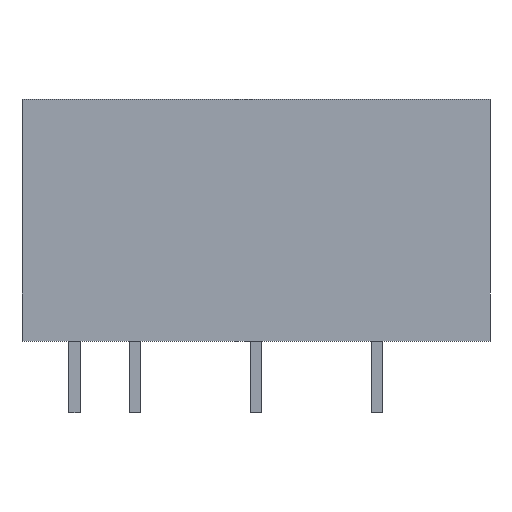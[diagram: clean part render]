
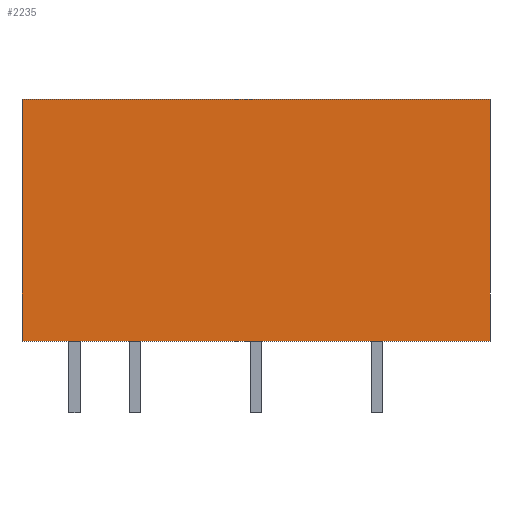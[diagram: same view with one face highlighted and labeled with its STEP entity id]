
A CAD part, front view. The second image highlights one B-rep face of the part: STEP entity #2235.
In plain terms, the highlighted planar face has unit normal (0, -1, 0).
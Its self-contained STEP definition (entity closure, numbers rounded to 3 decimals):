
#2066 = PLANE('',#2067);
#2067 = AXIS2_PLACEMENT_3D('',#2068,#2069,#2070);
#2068 = CARTESIAN_POINT('',(-9.825,-6.45,0.));
#2069 = DIRECTION('',(-1.,0.,0.));
#2070 = DIRECTION('',(0.,1.,0.));
#2094 = PLANE('',#2095);
#2095 = AXIS2_PLACEMENT_3D('',#2096,#2097,#2098);
#2096 = CARTESIAN_POINT('',(0.,-2.625,10.15));
#2097 = DIRECTION('',(-0.,-0.,-1.));
#2098 = DIRECTION('',(-1.,0.,0.));
#2122 = PLANE('',#2123);
#2123 = AXIS2_PLACEMENT_3D('',#2124,#2125,#2126);
#2124 = CARTESIAN_POINT('',(9.825,1.2,0.));
#2125 = DIRECTION('',(1.,0.,0.));
#2126 = DIRECTION('',(0.,-1.,0.));
#2148 = PLANE('',#2149);
#2149 = AXIS2_PLACEMENT_3D('',#2150,#2151,#2152);
#2150 = CARTESIAN_POINT('',(0.,-2.625,0.));
#2151 = DIRECTION('',(-0.,-0.,-1.));
#2152 = DIRECTION('',(-1.,0.,0.));
#2165 = VERTEX_POINT('',#2166);
#2166 = CARTESIAN_POINT('',(9.825,-6.45,10.15));
#2187 = EDGE_CURVE('',#2188,#2165,#2190,.T.);
#2188 = VERTEX_POINT('',#2189);
#2189 = CARTESIAN_POINT('',(9.825,-6.45,0.));
#2190 = SURFACE_CURVE('',#2191,(#2195,#2202),.PCURVE_S1.);
#2191 = LINE('',#2192,#2193);
#2192 = CARTESIAN_POINT('',(9.825,-6.45,0.));
#2193 = VECTOR('',#2194,1.);
#2194 = DIRECTION('',(0.,0.,1.));
#2195 = PCURVE('',#2122,#2196);
#2196 = DEFINITIONAL_REPRESENTATION('',(#2197),#2201);
#2197 = LINE('',#2198,#2199);
#2198 = CARTESIAN_POINT('',(7.65,0.));
#2199 = VECTOR('',#2200,1.);
#2200 = DIRECTION('',(0.,-1.));
#2201 = ( GEOMETRIC_REPRESENTATION_CONTEXT(2) 
PARAMETRIC_REPRESENTATION_CONTEXT() REPRESENTATION_CONTEXT('2D SPACE',''
  ) );
#2202 = PCURVE('',#2203,#2208);
#2203 = PLANE('',#2204);
#2204 = AXIS2_PLACEMENT_3D('',#2205,#2206,#2207);
#2205 = CARTESIAN_POINT('',(9.825,-6.45,0.));
#2206 = DIRECTION('',(0.,-1.,0.));
#2207 = DIRECTION('',(-1.,0.,0.));
#2208 = DEFINITIONAL_REPRESENTATION('',(#2209),#2213);
#2209 = LINE('',#2210,#2211);
#2210 = CARTESIAN_POINT('',(0.,-0.));
#2211 = VECTOR('',#2212,1.);
#2212 = DIRECTION('',(0.,-1.));
#2213 = ( GEOMETRIC_REPRESENTATION_CONTEXT(2) 
PARAMETRIC_REPRESENTATION_CONTEXT() REPRESENTATION_CONTEXT('2D SPACE',''
  ) );
#2235 = ADVANCED_FACE('',(#2236),#2203,.T.);
#2236 = FACE_BOUND('',#2237,.T.);
#2237 = EDGE_LOOP('',(#2238,#2239,#2262,#2285));
#2238 = ORIENTED_EDGE('',*,*,#2187,.T.);
#2239 = ORIENTED_EDGE('',*,*,#2240,.T.);
#2240 = EDGE_CURVE('',#2165,#2241,#2243,.T.);
#2241 = VERTEX_POINT('',#2242);
#2242 = CARTESIAN_POINT('',(-9.825,-6.45,10.15));
#2243 = SURFACE_CURVE('',#2244,(#2248,#2255),.PCURVE_S1.);
#2244 = LINE('',#2245,#2246);
#2245 = CARTESIAN_POINT('',(9.825,-6.45,10.15));
#2246 = VECTOR('',#2247,1.);
#2247 = DIRECTION('',(-1.,0.,0.));
#2248 = PCURVE('',#2203,#2249);
#2249 = DEFINITIONAL_REPRESENTATION('',(#2250),#2254);
#2250 = LINE('',#2251,#2252);
#2251 = CARTESIAN_POINT('',(0.,-10.15));
#2252 = VECTOR('',#2253,1.);
#2253 = DIRECTION('',(1.,0.));
#2254 = ( GEOMETRIC_REPRESENTATION_CONTEXT(2) 
PARAMETRIC_REPRESENTATION_CONTEXT() REPRESENTATION_CONTEXT('2D SPACE',''
  ) );
#2255 = PCURVE('',#2094,#2256);
#2256 = DEFINITIONAL_REPRESENTATION('',(#2257),#2261);
#2257 = LINE('',#2258,#2259);
#2258 = CARTESIAN_POINT('',(-9.825,-3.825));
#2259 = VECTOR('',#2260,1.);
#2260 = DIRECTION('',(1.,0.));
#2261 = ( GEOMETRIC_REPRESENTATION_CONTEXT(2) 
PARAMETRIC_REPRESENTATION_CONTEXT() REPRESENTATION_CONTEXT('2D SPACE',''
  ) );
#2262 = ORIENTED_EDGE('',*,*,#2263,.F.);
#2263 = EDGE_CURVE('',#2264,#2241,#2266,.T.);
#2264 = VERTEX_POINT('',#2265);
#2265 = CARTESIAN_POINT('',(-9.825,-6.45,0.));
#2266 = SURFACE_CURVE('',#2267,(#2271,#2278),.PCURVE_S1.);
#2267 = LINE('',#2268,#2269);
#2268 = CARTESIAN_POINT('',(-9.825,-6.45,0.));
#2269 = VECTOR('',#2270,1.);
#2270 = DIRECTION('',(0.,0.,1.));
#2271 = PCURVE('',#2203,#2272);
#2272 = DEFINITIONAL_REPRESENTATION('',(#2273),#2277);
#2273 = LINE('',#2274,#2275);
#2274 = CARTESIAN_POINT('',(19.65,0.));
#2275 = VECTOR('',#2276,1.);
#2276 = DIRECTION('',(0.,-1.));
#2277 = ( GEOMETRIC_REPRESENTATION_CONTEXT(2) 
PARAMETRIC_REPRESENTATION_CONTEXT() REPRESENTATION_CONTEXT('2D SPACE',''
  ) );
#2278 = PCURVE('',#2066,#2279);
#2279 = DEFINITIONAL_REPRESENTATION('',(#2280),#2284);
#2280 = LINE('',#2281,#2282);
#2281 = CARTESIAN_POINT('',(0.,0.));
#2282 = VECTOR('',#2283,1.);
#2283 = DIRECTION('',(0.,-1.));
#2284 = ( GEOMETRIC_REPRESENTATION_CONTEXT(2) 
PARAMETRIC_REPRESENTATION_CONTEXT() REPRESENTATION_CONTEXT('2D SPACE',''
  ) );
#2285 = ORIENTED_EDGE('',*,*,#2286,.F.);
#2286 = EDGE_CURVE('',#2188,#2264,#2287,.T.);
#2287 = SURFACE_CURVE('',#2288,(#2292,#2299),.PCURVE_S1.);
#2288 = LINE('',#2289,#2290);
#2289 = CARTESIAN_POINT('',(9.825,-6.45,0.));
#2290 = VECTOR('',#2291,1.);
#2291 = DIRECTION('',(-1.,0.,0.));
#2292 = PCURVE('',#2203,#2293);
#2293 = DEFINITIONAL_REPRESENTATION('',(#2294),#2298);
#2294 = LINE('',#2295,#2296);
#2295 = CARTESIAN_POINT('',(0.,-0.));
#2296 = VECTOR('',#2297,1.);
#2297 = DIRECTION('',(1.,0.));
#2298 = ( GEOMETRIC_REPRESENTATION_CONTEXT(2) 
PARAMETRIC_REPRESENTATION_CONTEXT() REPRESENTATION_CONTEXT('2D SPACE',''
  ) );
#2299 = PCURVE('',#2148,#2300);
#2300 = DEFINITIONAL_REPRESENTATION('',(#2301),#2305);
#2301 = LINE('',#2302,#2303);
#2302 = CARTESIAN_POINT('',(-9.825,-3.825));
#2303 = VECTOR('',#2304,1.);
#2304 = DIRECTION('',(1.,0.));
#2305 = ( GEOMETRIC_REPRESENTATION_CONTEXT(2) 
PARAMETRIC_REPRESENTATION_CONTEXT() REPRESENTATION_CONTEXT('2D SPACE',''
  ) );
